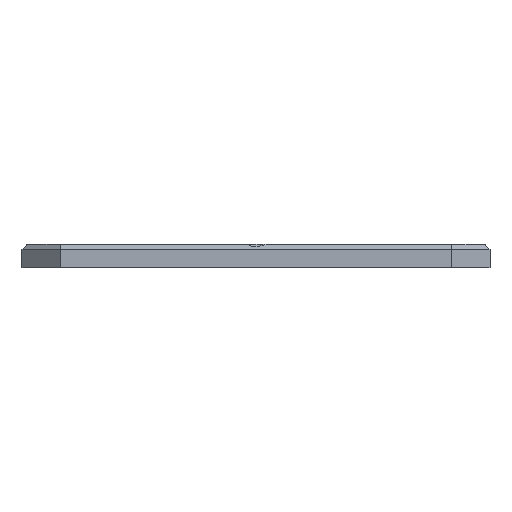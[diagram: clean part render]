
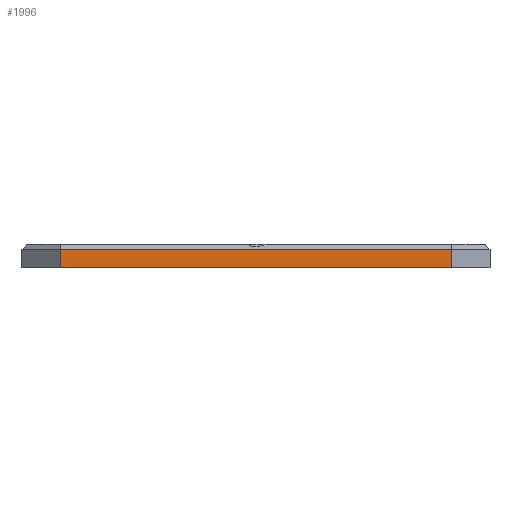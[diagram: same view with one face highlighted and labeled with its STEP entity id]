
A CAD part, left-side view. The second image highlights one B-rep face of the part: STEP entity #1996.
In plain terms, the highlighted planar face has unit normal (-1, 0, 0).
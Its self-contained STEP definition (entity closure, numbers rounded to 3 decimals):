
#113=PLANE('',#2182);
#213=FACE_OUTER_BOUND('',#328,.T.);
#328=EDGE_LOOP('',(#1738,#1739,#1740,#1741));
#591=LINE('',#3268,#789);
#604=LINE('',#3299,#802);
#612=LINE('',#3316,#810);
#616=LINE('',#3323,#814);
#789=VECTOR('',#2652,10.);
#802=VECTOR('',#2685,10.);
#810=VECTOR('',#2701,10.);
#814=VECTOR('',#2711,10.);
#987=VERTEX_POINT('',#3265);
#988=VERTEX_POINT('',#3267);
#995=VERTEX_POINT('',#3295);
#1001=VERTEX_POINT('',#3314);
#1240=EDGE_CURVE('',#987,#988,#591,.T.);
#1256=EDGE_CURVE('',#988,#995,#604,.T.);
#1264=EDGE_CURVE('',#1001,#987,#612,.T.);
#1268=EDGE_CURVE('',#995,#1001,#616,.T.);
#1738=ORIENTED_EDGE('',*,*,#1256,.F.);
#1739=ORIENTED_EDGE('',*,*,#1240,.F.);
#1740=ORIENTED_EDGE('',*,*,#1264,.F.);
#1741=ORIENTED_EDGE('',*,*,#1268,.F.);
#1996=ADVANCED_FACE('',(#213),#113,.T.);
#2182=AXIS2_PLACEMENT_3D('',#3322,#2709,#2710);
#2652=DIRECTION('',(0.,-1.,0.));
#2685=DIRECTION('',(0.,0.,-1.));
#2701=DIRECTION('',(0.,0.,1.));
#2709=DIRECTION('center_axis',(-1.,0.,0.));
#2710=DIRECTION('ref_axis',(0.,-1.,0.));
#2711=DIRECTION('',(0.,1.,0.));
#3265=CARTESIAN_POINT('',(-3.,-1.,11.3));
#3267=CARTESIAN_POINT('',(-3.,-42.,11.3));
#3268=CARTESIAN_POINT('',(-3.,-9.25,11.3));
#3295=CARTESIAN_POINT('',(-3.,-42.,9.4));
#3299=CARTESIAN_POINT('',(-3.,-42.,9.4));
#3314=CARTESIAN_POINT('',(-3.,-1.,9.4));
#3316=CARTESIAN_POINT('',(-3.,-1.,9.4));
#3322=CARTESIAN_POINT('Origin',(-3.,3.,9.4));
#3323=CARTESIAN_POINT('',(-3.,-46.,9.4));
